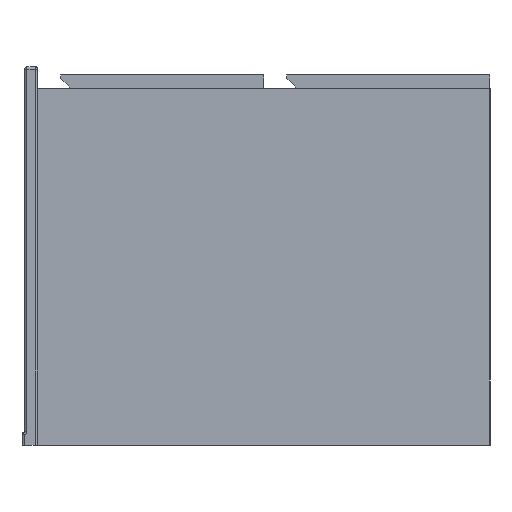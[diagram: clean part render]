
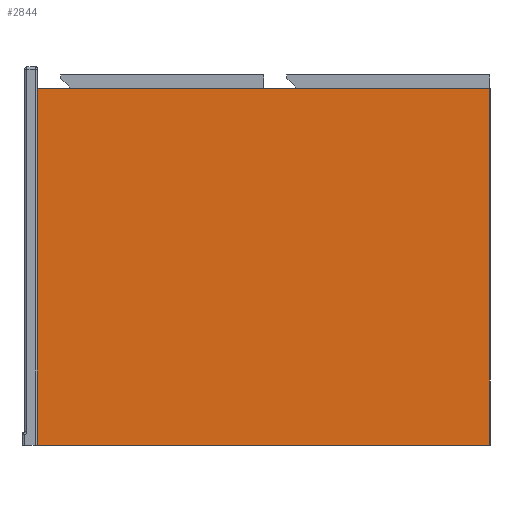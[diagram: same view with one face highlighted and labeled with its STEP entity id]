
A CAD part, left-side view. The second image highlights one B-rep face of the part: STEP entity #2844.
In plain terms, the highlighted planar face has unit normal (-1, 0, 0).
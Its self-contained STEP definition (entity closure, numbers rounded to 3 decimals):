
#96 = CARTESIAN_POINT ( 'NONE',  ( -594., 275., 434. ) ) ;
#140 = DIRECTION ( 'NONE',  ( 0., 0., -1. ) ) ;
#219 = ORIENTED_EDGE ( 'NONE', *, *, #2815, .F. ) ;
#229 = EDGE_CURVE ( 'NONE', #974, #3676, #1306, .T. ) ;
#490 = CARTESIAN_POINT ( 'NONE',  ( -594., 275., 434. ) ) ;
#530 = VERTEX_POINT ( 'NONE', #490 ) ;
#712 = VECTOR ( 'NONE', #1128, 1000. ) ;
#773 = LINE ( 'NONE', #2256, #2422 ) ;
#870 = VECTOR ( 'NONE', #1685, 1000. ) ;
#974 = VERTEX_POINT ( 'NONE', #3091 ) ;
#1051 = CARTESIAN_POINT ( 'NONE',  ( -594., 275., 434. ) ) ;
#1128 = DIRECTION ( 'NONE',  ( 0., 1., 0. ) ) ;
#1306 = LINE ( 'NONE', #3104, #870 ) ;
#1446 = CARTESIAN_POINT ( 'NONE',  ( -594., -275., 0. ) ) ;
#1491 = DIRECTION ( 'NONE',  ( 0., -1., 0. ) ) ;
#1616 = EDGE_CURVE ( 'NONE', #974, #530, #3038, .T. ) ;
#1685 = DIRECTION ( 'NONE',  ( 0., 0., -1. ) ) ;
#1796 = PLANE ( 'NONE',  #3892 ) ;
#2069 = ORIENTED_EDGE ( 'NONE', *, *, #1616, .T. ) ;
#2080 = ORIENTED_EDGE ( 'NONE', *, *, #2987, .T. ) ;
#2114 = VERTEX_POINT ( 'NONE', #2758 ) ;
#2220 = CARTESIAN_POINT ( 'NONE',  ( -594., 275., 0. ) ) ;
#2256 = CARTESIAN_POINT ( 'NONE',  ( -594., 275., 434. ) ) ;
#2422 = VECTOR ( 'NONE', #140, 1000. ) ;
#2758 = CARTESIAN_POINT ( 'NONE',  ( -594., 275., 0. ) ) ;
#2815 = EDGE_CURVE ( 'NONE', #3676, #2114, #4182, .T. ) ;
#2844 = ADVANCED_FACE ( 'NONE', ( #3390 ), #1796, .T. ) ;
#2987 = EDGE_CURVE ( 'NONE', #530, #2114, #773, .T. ) ;
#3004 = EDGE_LOOP ( 'NONE', ( #219, #4221, #2069, #2080 ) ) ;
#3038 = LINE ( 'NONE', #1051, #3526 ) ;
#3091 = CARTESIAN_POINT ( 'NONE',  ( -594., -275., 434. ) ) ;
#3104 = CARTESIAN_POINT ( 'NONE',  ( -594., -275., 434. ) ) ;
#3256 = DIRECTION ( 'NONE',  ( -1., 0., 0. ) ) ;
#3390 = FACE_OUTER_BOUND ( 'NONE', #3004, .T. ) ;
#3526 = VECTOR ( 'NONE', #4492, 1000. ) ;
#3676 = VERTEX_POINT ( 'NONE', #1446 ) ;
#3892 = AXIS2_PLACEMENT_3D ( 'NONE', #96, #3256, #1491 ) ;
#4182 = LINE ( 'NONE', #2220, #712 ) ;
#4221 = ORIENTED_EDGE ( 'NONE', *, *, #229, .F. ) ;
#4492 = DIRECTION ( 'NONE',  ( 0., 1., 0. ) ) ;
